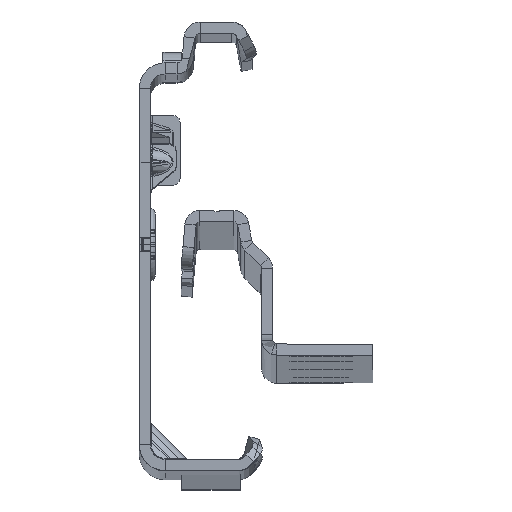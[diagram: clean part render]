
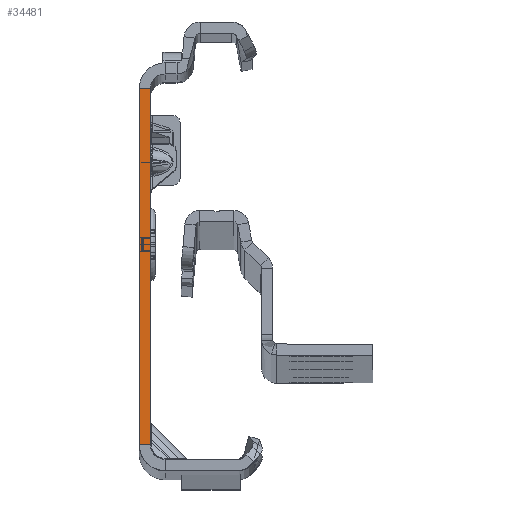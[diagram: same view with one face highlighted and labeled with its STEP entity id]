
A CAD part, top view. The second image highlights one B-rep face of the part: STEP entity #34481.
In plain terms, the highlighted planar face has unit normal (0, 0, 1).
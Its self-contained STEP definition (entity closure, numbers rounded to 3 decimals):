
#2858 = CARTESIAN_POINT ( 'NONE',  ( -1.5, -27.865, 0. ) ) ;
#4373 = DIRECTION ( 'NONE',  ( 0., -1., 0. ) ) ;
#4629 = LINE ( 'NONE', #12288, #15296 ) ;
#5962 = ORIENTED_EDGE ( 'NONE', *, *, #17547, .F. ) ;
#7263 = LINE ( 'NONE', #44352, #13121 ) ;
#10312 = AXIS2_PLACEMENT_3D ( 'NONE', #2858, #28480, #45089 ) ;
#11132 = ORIENTED_EDGE ( 'NONE', *, *, #24958, .F. ) ;
#12288 = CARTESIAN_POINT ( 'NONE',  ( 0., -27.865, 0. ) ) ;
#13121 = VECTOR ( 'NONE', #53313, 1000. ) ;
#15296 = VECTOR ( 'NONE', #4373, 1000. ) ;
#17547 = EDGE_CURVE ( 'NONE', #28812, #49538, #4629, .T. ) ;
#24543 = LINE ( 'NONE', #53961, #50544 ) ;
#24958 = EDGE_CURVE ( 'NONE', #49538, #34358, #40451, .T. ) ;
#27677 = PLANE ( 'NONE',  #10312 ) ;
#28480 = DIRECTION ( 'NONE',  ( 0., 0., 1. ) ) ;
#28762 = FACE_OUTER_BOUND ( 'NONE', #42223, .T. ) ;
#28812 = VERTEX_POINT ( 'NONE', #30381 ) ;
#29506 = ORIENTED_EDGE ( 'NONE', *, *, #36810, .T. ) ;
#29987 = CARTESIAN_POINT ( 'NONE',  ( -1.5, 22.135, 0. ) ) ;
#30381 = CARTESIAN_POINT ( 'NONE',  ( 0., 22.135, 0. ) ) ;
#32416 = ORIENTED_EDGE ( 'NONE', *, *, #51334, .T. ) ;
#34358 = VERTEX_POINT ( 'NONE', #41869 ) ;
#34481 = ADVANCED_FACE ( 'NONE', ( #28762 ), #27677, .T. ) ;
#36810 = EDGE_CURVE ( 'NONE', #28812, #46333, #7263, .T. ) ;
#39648 = DIRECTION ( 'NONE',  ( -1., 0., 0. ) ) ;
#39973 = CARTESIAN_POINT ( 'NONE',  ( 0., -25.865, 0. ) ) ;
#40084 = VECTOR ( 'NONE', #39648, 1000. ) ;
#40143 = DIRECTION ( 'NONE',  ( 0., -1., 0. ) ) ;
#40451 = LINE ( 'NONE', #47551, #40084 ) ;
#41869 = CARTESIAN_POINT ( 'NONE',  ( -1.5, -25.865, 0. ) ) ;
#42223 = EDGE_LOOP ( 'NONE', ( #5962, #29506, #32416, #11132 ) ) ;
#44352 = CARTESIAN_POINT ( 'NONE',  ( 0., 22.135, 0. ) ) ;
#45089 = DIRECTION ( 'NONE',  ( 1., 0., 0. ) ) ;
#46333 = VERTEX_POINT ( 'NONE', #29987 ) ;
#47551 = CARTESIAN_POINT ( 'NONE',  ( 0., -25.865, 0. ) ) ;
#49538 = VERTEX_POINT ( 'NONE', #39973 ) ;
#50544 = VECTOR ( 'NONE', #40143, 1000. ) ;
#51334 = EDGE_CURVE ( 'NONE', #46333, #34358, #24543, .T. ) ;
#53313 = DIRECTION ( 'NONE',  ( -1., 0., 0. ) ) ;
#53961 = CARTESIAN_POINT ( 'NONE',  ( -1.5, -27.865, 0. ) ) ;
